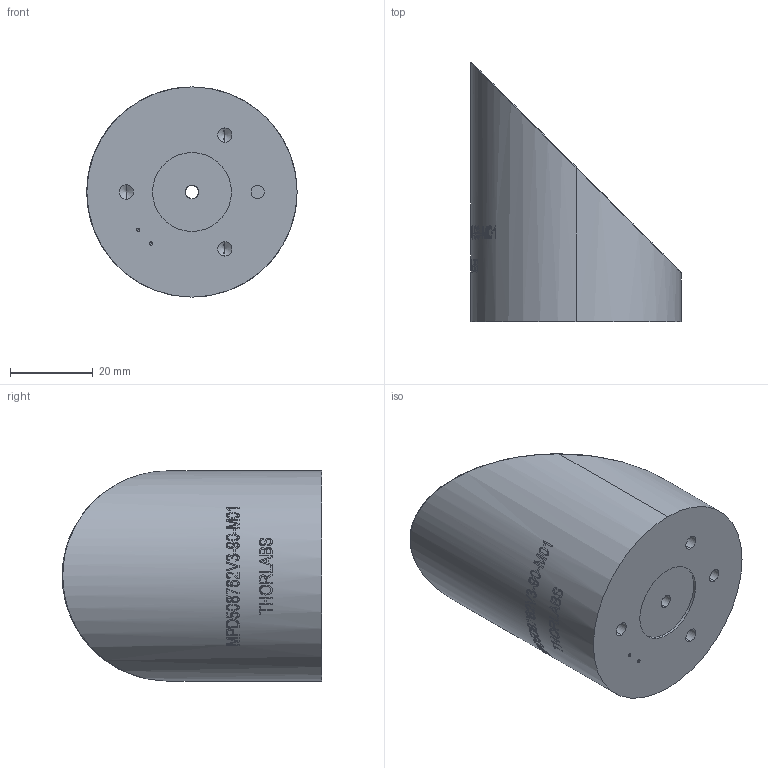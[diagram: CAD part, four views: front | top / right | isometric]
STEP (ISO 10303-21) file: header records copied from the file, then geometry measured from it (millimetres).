
FILE_DESCRIPTION (( 'STEP AP203' ), '1' );
FILE_NAME ('TTN028513-E0W.STEP', '2014-08-28T12:38:55', ( 'admin' ), ( '' ), 'SwSTEP 2.0', 'SolidWorks 2014', '' );
FILE_SCHEMA (( 'CONFIG_CONTROL_DESIGN' ));
Length unit declared in the file: inch
Products named in the file (1): TTN028513-E0W
Bounding box: 50.8 x 62.73 x 50.8 mm (x, y, z)
Volume: 72887.2 mm3; surface area: 11571.1 mm2
Topology: 1 solids, 1 shells, 71 faces, 384 edges, 351 vertices
Faces by surface type: cylinder 54, cone 10, bspline 4, plane 3
Entity records: 9286 total; most frequent: CARTESIAN_POINT 6359, ORIENTED_EDGE 748, DIRECTION 390, EDGE_CURVE 374, VERTEX_POINT 351, B_SPLINE_CURVE_WITH_KNOTS 213, AXIS2_PLACEMENT_3D 161, EDGE_LOOP 119
